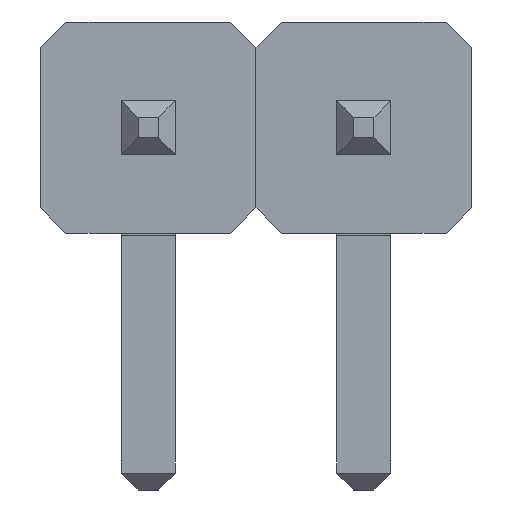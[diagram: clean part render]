
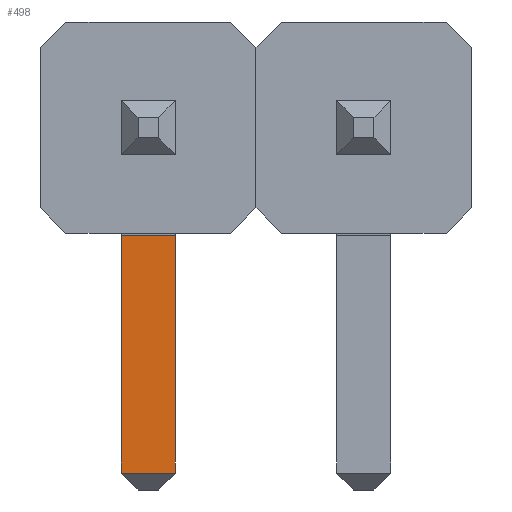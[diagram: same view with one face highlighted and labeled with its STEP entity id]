
A CAD part, front view. The second image highlights one B-rep face of the part: STEP entity #498.
In plain terms, the highlighted planar face has unit normal (0, -1, 0).
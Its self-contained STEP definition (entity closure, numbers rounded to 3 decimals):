
#43 = CYLINDRICAL_SURFACE('',#44,0.95);
#44 = AXIS2_PLACEMENT_3D('',#45,#46,#47);
#45 = CARTESIAN_POINT('',(-0.95,-1.255,
    0.));
#46 = DIRECTION('',(1.,0.,0.));
#47 = DIRECTION('',(0.,0.,1.));
#90 = VERTEX_POINT('',#91);
#91 = CARTESIAN_POINT('',(-0.95,-0.305,
    0.));
#128 = PLANE('',#129);
#129 = AXIS2_PLACEMENT_3D('',#130,#131,#132);
#130 = CARTESIAN_POINT('',(-0.95,-1.255,1.59));
#131 = DIRECTION('',(-1.,0.,0.));
#132 = DIRECTION('',(0.,0.,-1.));
#140 = EDGE_CURVE('',#90,#141,#143,.T.);
#141 = VERTEX_POINT('',#142);
#142 = CARTESIAN_POINT('',(-1.59,-0.305,
    0.));
#143 = SURFACE_CURVE('',#144,(#148,#177),.PCURVE_S1.);
#144 = LINE('',#145,#146);
#145 = CARTESIAN_POINT('',(-0.95,-0.305,
    0.));
#146 = VECTOR('',#147,1.);
#147 = DIRECTION('',(-1.,0.,0.));
#148 = PCURVE('',#43,#149);
#149 = DEFINITIONAL_REPRESENTATION('',(#150),#176);
#150 = B_SPLINE_CURVE_WITH_KNOTS('',3,(#151,#152,#153,#154,#155,#156,
    #157,#158,#159,#160,#161,#162,#163,#164,#165,#166,#167,#168,#169,
    #170,#171,#172,#173,#174,#175),.UNSPECIFIED.,.F.,.F.,(4,1,1,1,1,1,1,
    1,1,1,1,1,1,1,1,1,1,1,1,1,1,1,4),(0.,0.029,
    0.058,0.087,0.116,0.145,
    0.175,0.204,0.233,0.262,
    0.291,0.32,0.349,0.378,0.407,
    0.436,0.465,0.495,0.524,
    0.553,0.582,0.611,0.64),.UNSPECIFIED.);
#151 = CARTESIAN_POINT('',(4.712,0.));
#152 = CARTESIAN_POINT('',(4.712,-0.01));
#153 = CARTESIAN_POINT('',(4.712,-0.029));
#154 = CARTESIAN_POINT('',(4.712,-0.058));
#155 = CARTESIAN_POINT('',(4.712,-0.087));
#156 = CARTESIAN_POINT('',(4.712,-0.116));
#157 = CARTESIAN_POINT('',(4.712,-0.145));
#158 = CARTESIAN_POINT('',(4.712,-0.175));
#159 = CARTESIAN_POINT('',(4.712,-0.204));
#160 = CARTESIAN_POINT('',(4.712,-0.233));
#161 = CARTESIAN_POINT('',(4.712,-0.262));
#162 = CARTESIAN_POINT('',(4.712,-0.291));
#163 = CARTESIAN_POINT('',(4.712,-0.32));
#164 = CARTESIAN_POINT('',(4.712,-0.349));
#165 = CARTESIAN_POINT('',(4.712,-0.378));
#166 = CARTESIAN_POINT('',(4.712,-0.407));
#167 = CARTESIAN_POINT('',(4.712,-0.436));
#168 = CARTESIAN_POINT('',(4.712,-0.465));
#169 = CARTESIAN_POINT('',(4.712,-0.495));
#170 = CARTESIAN_POINT('',(4.712,-0.524));
#171 = CARTESIAN_POINT('',(4.712,-0.553));
#172 = CARTESIAN_POINT('',(4.712,-0.582));
#173 = CARTESIAN_POINT('',(4.712,-0.611));
#174 = CARTESIAN_POINT('',(4.712,-0.63));
#175 = CARTESIAN_POINT('',(4.712,-0.64));
#176 = ( GEOMETRIC_REPRESENTATION_CONTEXT(2) 
PARAMETRIC_REPRESENTATION_CONTEXT() REPRESENTATION_CONTEXT('2D SPACE',''
  ) );
#177 = PCURVE('',#178,#183);
#178 = PLANE('',#179);
#179 = AXIS2_PLACEMENT_3D('',#180,#181,#182);
#180 = CARTESIAN_POINT('',(-0.95,-0.305,-3.));
#181 = DIRECTION('',(0.,1.,0.));
#182 = DIRECTION('',(0.,0.,-1.));
#183 = DEFINITIONAL_REPRESENTATION('',(#184),#188);
#184 = LINE('',#185,#186);
#185 = CARTESIAN_POINT('',(-3.,0.));
#186 = VECTOR('',#187,1.);
#187 = DIRECTION('',(0.,1.));
#188 = ( GEOMETRIC_REPRESENTATION_CONTEXT(2) 
PARAMETRIC_REPRESENTATION_CONTEXT() REPRESENTATION_CONTEXT('2D SPACE',''
  ) );
#227 = PLANE('',#228);
#228 = AXIS2_PLACEMENT_3D('',#229,#230,#231);
#229 = CARTESIAN_POINT('',(-1.59,-1.255,0.95));
#230 = DIRECTION('',(1.,0.,0.));
#231 = DIRECTION('',(0.,0.,1.));
#450 = VERTEX_POINT('',#451);
#451 = CARTESIAN_POINT('',(-0.95,-0.305,
    -2.8));
#477 = EDGE_CURVE('',#90,#450,#478,.T.);
#478 = SURFACE_CURVE('',#479,(#483,#490),.PCURVE_S1.);
#479 = LINE('',#480,#481);
#480 = CARTESIAN_POINT('',(-0.95,-0.305,-3.));
#481 = VECTOR('',#482,1.);
#482 = DIRECTION('',(0.,0.,-1.));
#483 = PCURVE('',#128,#484);
#484 = DEFINITIONAL_REPRESENTATION('',(#485),#489);
#485 = LINE('',#486,#487);
#486 = CARTESIAN_POINT('',(4.59,-0.95));
#487 = VECTOR('',#488,1.);
#488 = DIRECTION('',(1.,0.));
#489 = ( GEOMETRIC_REPRESENTATION_CONTEXT(2) 
PARAMETRIC_REPRESENTATION_CONTEXT() REPRESENTATION_CONTEXT('2D SPACE',''
  ) );
#490 = PCURVE('',#178,#491);
#491 = DEFINITIONAL_REPRESENTATION('',(#492),#496);
#492 = LINE('',#493,#494);
#493 = CARTESIAN_POINT('',(0.,0.));
#494 = VECTOR('',#495,1.);
#495 = DIRECTION('',(1.,0.));
#496 = ( GEOMETRIC_REPRESENTATION_CONTEXT(2) 
PARAMETRIC_REPRESENTATION_CONTEXT() REPRESENTATION_CONTEXT('2D SPACE',''
  ) );
#498 = ADVANCED_FACE('',(#499),#178,.F.);
#499 = FACE_BOUND('',#500,.T.);
#500 = EDGE_LOOP('',(#501,#524,#550,#551));
#501 = ORIENTED_EDGE('',*,*,#502,.F.);
#502 = EDGE_CURVE('',#503,#141,#505,.T.);
#503 = VERTEX_POINT('',#504);
#504 = CARTESIAN_POINT('',(-1.59,-0.305,
    -2.8));
#505 = SURFACE_CURVE('',#506,(#510,#517),.PCURVE_S1.);
#506 = LINE('',#507,#508);
#507 = CARTESIAN_POINT('',(-1.59,-0.305,-3.));
#508 = VECTOR('',#509,1.);
#509 = DIRECTION('',(0.,0.,1.));
#510 = PCURVE('',#178,#511);
#511 = DEFINITIONAL_REPRESENTATION('',(#512),#516);
#512 = LINE('',#513,#514);
#513 = CARTESIAN_POINT('',(0.,0.64));
#514 = VECTOR('',#515,1.);
#515 = DIRECTION('',(-1.,0.));
#516 = ( GEOMETRIC_REPRESENTATION_CONTEXT(2) 
PARAMETRIC_REPRESENTATION_CONTEXT() REPRESENTATION_CONTEXT('2D SPACE',''
  ) );
#517 = PCURVE('',#227,#518);
#518 = DEFINITIONAL_REPRESENTATION('',(#519),#523);
#519 = LINE('',#520,#521);
#520 = CARTESIAN_POINT('',(-3.95,-0.95));
#521 = VECTOR('',#522,1.);
#522 = DIRECTION('',(1.,0.));
#523 = ( GEOMETRIC_REPRESENTATION_CONTEXT(2) 
PARAMETRIC_REPRESENTATION_CONTEXT() REPRESENTATION_CONTEXT('2D SPACE',''
  ) );
#524 = ORIENTED_EDGE('',*,*,#525,.F.);
#525 = EDGE_CURVE('',#450,#503,#526,.T.);
#526 = SURFACE_CURVE('',#527,(#531,#538),.PCURVE_S1.);
#527 = LINE('',#528,#529);
#528 = CARTESIAN_POINT('',(-0.95,-0.305,
    -2.8));
#529 = VECTOR('',#530,1.);
#530 = DIRECTION('',(-1.,0.,0.));
#531 = PCURVE('',#178,#532);
#532 = DEFINITIONAL_REPRESENTATION('',(#533),#537);
#533 = LINE('',#534,#535);
#534 = CARTESIAN_POINT('',(-0.2,0.));
#535 = VECTOR('',#536,1.);
#536 = DIRECTION('',(0.,1.));
#537 = ( GEOMETRIC_REPRESENTATION_CONTEXT(2) 
PARAMETRIC_REPRESENTATION_CONTEXT() REPRESENTATION_CONTEXT('2D SPACE',''
  ) );
#538 = PCURVE('',#539,#544);
#539 = PLANE('',#540);
#540 = AXIS2_PLACEMENT_3D('',#541,#542,#543);
#541 = CARTESIAN_POINT('',(-0.95,-0.205,
    -2.9));
#542 = DIRECTION('',(0.,-0.707,-0.707
    ));
#543 = DIRECTION('',(0.,-0.707,0.707)
  );
#544 = DEFINITIONAL_REPRESENTATION('',(#545),#549);
#545 = LINE('',#546,#547);
#546 = CARTESIAN_POINT('',(0.141,0.));
#547 = VECTOR('',#548,1.);
#548 = DIRECTION('',(0.,1.));
#549 = ( GEOMETRIC_REPRESENTATION_CONTEXT(2) 
PARAMETRIC_REPRESENTATION_CONTEXT() REPRESENTATION_CONTEXT('2D SPACE',''
  ) );
#550 = ORIENTED_EDGE('',*,*,#477,.F.);
#551 = ORIENTED_EDGE('',*,*,#140,.T.);
